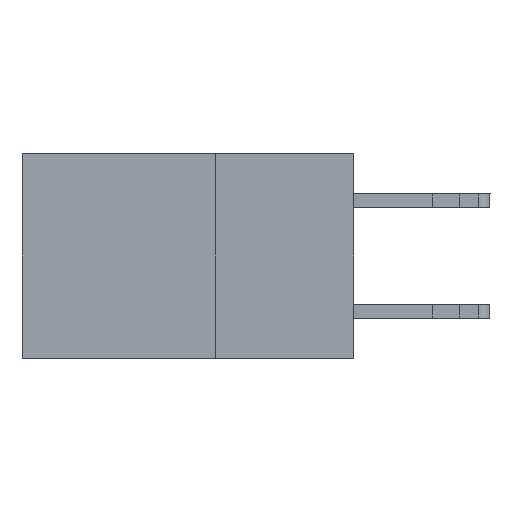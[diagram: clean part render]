
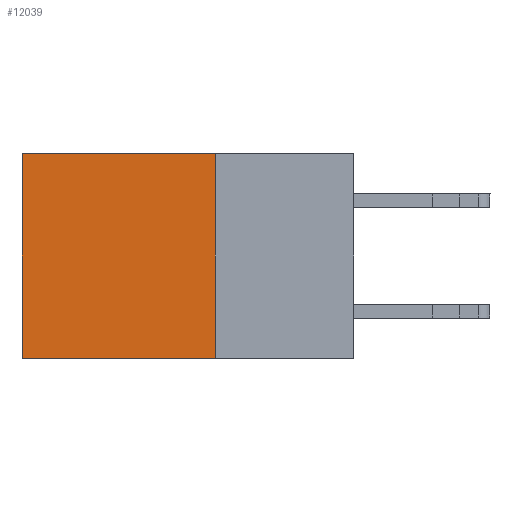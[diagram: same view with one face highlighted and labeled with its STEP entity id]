
A CAD part, left-side view. The second image highlights one B-rep face of the part: STEP entity #12039.
In plain terms, the highlighted planar face has unit normal (-1, 0, 0).
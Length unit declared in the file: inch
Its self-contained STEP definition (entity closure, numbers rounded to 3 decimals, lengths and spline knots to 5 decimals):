
#280 = CARTESIAN_POINT ( 'NONE',  ( 0.2875, 0.25, 0. ) ) ;
#557 = DIRECTION ( 'NONE',  ( 0., 1., 0. ) ) ;
#1789 = PLANE ( 'NONE',  #16034 ) ;
#1863 = VERTEX_POINT ( 'NONE', #3924 ) ;
#1888 = VERTEX_POINT ( 'NONE', #13551 ) ;
#2037 = LINE ( 'NONE', #11464, #4778 ) ;
#3007 = ORIENTED_EDGE ( 'NONE', *, *, #15225, .T. ) ;
#3924 = CARTESIAN_POINT ( 'NONE',  ( 0.2875, 0.6, 0. ) ) ;
#4778 = VECTOR ( 'NONE', #15591, 39.37008 ) ;
#8055 = DIRECTION ( 'NONE',  ( 0., 1., 0. ) ) ;
#10763 = ORIENTED_EDGE ( 'NONE', *, *, #12527, .F. ) ;
#11464 = CARTESIAN_POINT ( 'NONE',  ( 0.2875, 0.25, 0. ) ) ;
#11940 = DIRECTION ( 'NONE',  ( 1., 0., 0. ) ) ;
#12039 = ADVANCED_FACE ( 'NONE', ( #21010 ), #1789, .F. ) ;
#12296 = LINE ( 'NONE', #15934, #24580 ) ;
#12527 = EDGE_CURVE ( 'NONE', #1888, #16876, #19929, .T. ) ;
#13551 = CARTESIAN_POINT ( 'NONE',  ( 0.2875, 0.25, -0.37 ) ) ;
#14043 = DIRECTION ( 'NONE',  ( 0., 0., -1. ) ) ;
#14543 = VERTEX_POINT ( 'NONE', #20901 ) ;
#14723 = EDGE_CURVE ( 'NONE', #14543, #1888, #2037, .T. ) ;
#14834 = ORIENTED_EDGE ( 'NONE', *, *, #14723, .F. ) ;
#15225 = EDGE_CURVE ( 'NONE', #1863, #16876, #12296, .T. ) ;
#15591 = DIRECTION ( 'NONE',  ( 0., 0., -1. ) ) ;
#15934 = CARTESIAN_POINT ( 'NONE',  ( 0.2875, 0.6, 0. ) ) ;
#16034 = AXIS2_PLACEMENT_3D ( 'NONE', #23397, #11940, #14043 ) ;
#16035 = CARTESIAN_POINT ( 'NONE',  ( 0.2875, 0.6, -0.37 ) ) ;
#16741 = ORIENTED_EDGE ( 'NONE', *, *, #24867, .T. ) ;
#16876 = VERTEX_POINT ( 'NONE', #16035 ) ;
#17616 = LINE ( 'NONE', #280, #23178 ) ;
#18378 = EDGE_LOOP ( 'NONE', ( #3007, #10763, #14834, #16741 ) ) ;
#18453 = VECTOR ( 'NONE', #557, 39.37008 ) ;
#19929 = LINE ( 'NONE', #21691, #18453 ) ;
#20901 = CARTESIAN_POINT ( 'NONE',  ( 0.2875, 0.25, 0. ) ) ;
#21010 = FACE_OUTER_BOUND ( 'NONE', #18378, .T. ) ;
#21691 = CARTESIAN_POINT ( 'NONE',  ( 0.2875, 0.25, -0.37 ) ) ;
#21862 = DIRECTION ( 'NONE',  ( 0., 0., -1. ) ) ;
#23178 = VECTOR ( 'NONE', #8055, 39.37008 ) ;
#23397 = CARTESIAN_POINT ( 'NONE',  ( 0.2875, 0.25, 0. ) ) ;
#24580 = VECTOR ( 'NONE', #21862, 39.37008 ) ;
#24867 = EDGE_CURVE ( 'NONE', #14543, #1863, #17616, .T. ) ;
